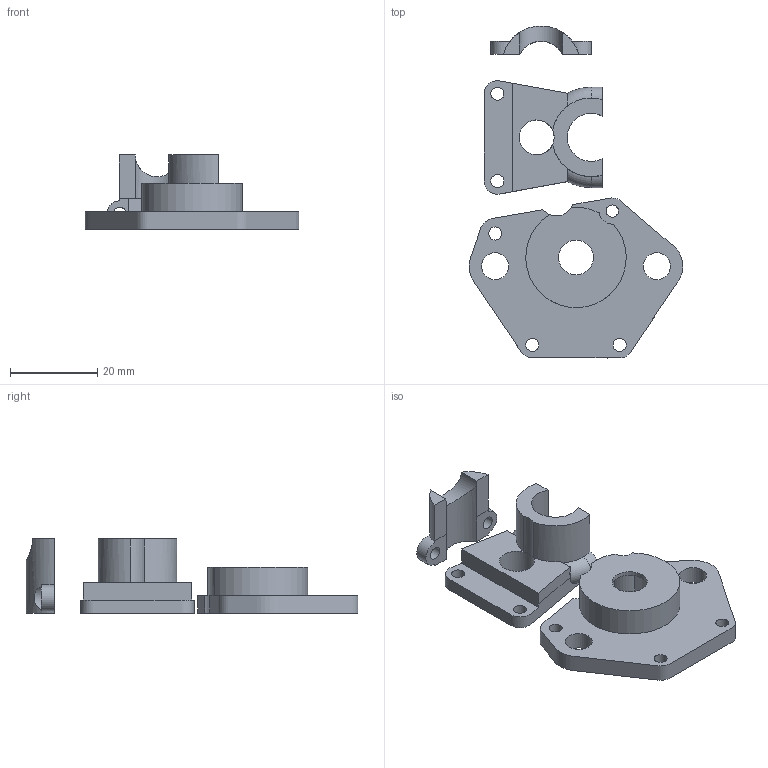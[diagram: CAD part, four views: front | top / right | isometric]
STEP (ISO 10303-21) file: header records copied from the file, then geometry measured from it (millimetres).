
FILE_DESCRIPTION(/* description */ (''),/* implementation_level */ '2;1');
FILE_NAME(/* name */ 'bridge_2p3_b.step',/* time_stamp */ '2021-10-25T20:09:04-04:00',/* author */ (''),/* organization */ (''),/* preprocessor_version */ 'ST-DEVELOPER v18.1',/* originating_system */ 'Autodesk Translation Framework v10.10.0.1391',/* authorisation */ '');
FILE_SCHEMA (('AUTOMOTIVE_DESIGN { 1 0 10303 214 3 1 1 }'));
Length unit declared in the file: millimetre
Products named in the file (2): (Unsaved); bridge_2p3_b
Assembly tree (1 placements, depth 2):
  (Unsaved)
    bridge_2p3_b
Bounding box: 48.99 x 76 x 17 mm (x, y, z)
Volume: 9330.9 mm3; surface area: 7873.9 mm2
Topology: 3 solids, 3 shells, 74 faces, 190 edges, 122 vertices
Faces by surface type: cylinder 42, plane 28, bspline 2, torus 2
Full cylindrical faces by diameter (mm): 2.8 x1, 3 x9, 6.2 x2, 8 x2
Entity records: 2858 total; most frequent: CARTESIAN_POINT 922, DIRECTION 408, ORIENTED_EDGE 380, EDGE_CURVE 190, AXIS2_PLACEMENT_3D 163, VERTEX_POINT 122, EDGE_LOOP 98, LINE 82
